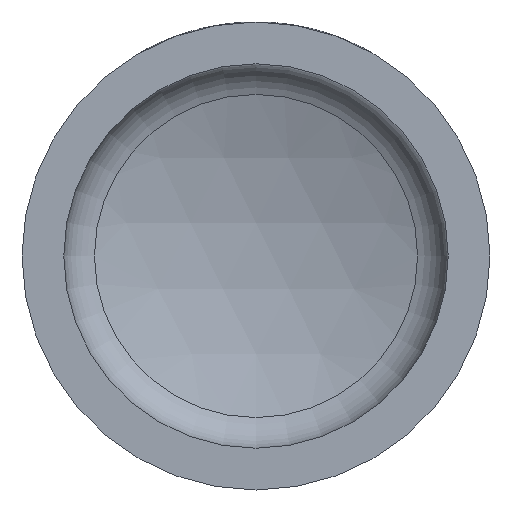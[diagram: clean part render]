
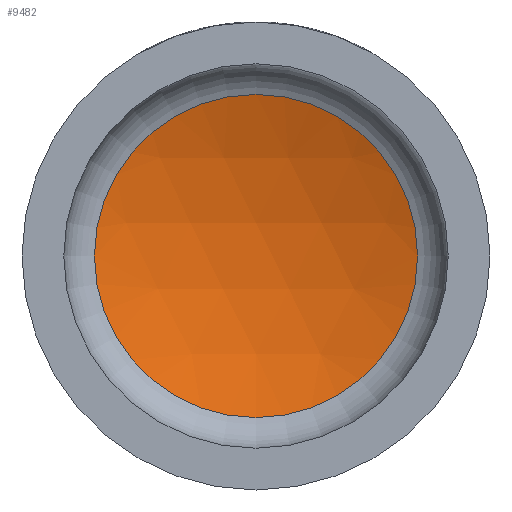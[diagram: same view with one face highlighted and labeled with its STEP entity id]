
A CAD part, front view. The second image highlights one B-rep face of the part: STEP entity #9482.
In plain terms, the highlighted spherical face has radius 28 mm.
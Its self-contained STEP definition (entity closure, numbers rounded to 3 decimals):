
#2971 = AXIS2_PLACEMENT_3D ( 'NONE', #10299, #15185, #15131 ) ;
#3164 = CIRCLE ( 'NONE', #2971, 9.667 ) ;
#4362 = EDGE_CURVE ( 'NONE', #15603, #15603, #3164, .T. ) ;
#4658 = CARTESIAN_POINT ( 'NONE',  ( 0., -14.651, 0. ) ) ;
#7304 = ORIENTED_EDGE ( 'NONE', *, *, #4362, .T. ) ;
#8380 = FACE_OUTER_BOUND ( 'NONE', #13255, .T. ) ;
#8677 = CARTESIAN_POINT ( 'NONE',  ( 0., 11.628, -9.667 ) ) ;
#9482 = ADVANCED_FACE ( 'NONE', ( #8380 ), #12997, .F. ) ;
#10299 = CARTESIAN_POINT ( 'NONE',  ( 0., 11.628, 0. ) ) ;
#10997 = AXIS2_PLACEMENT_3D ( 'NONE', #4658, #12129, #12077 ) ;
#12077 = DIRECTION ( 'NONE',  ( 1., 0., 0. ) ) ;
#12129 = DIRECTION ( 'NONE',  ( 0., 0., 1. ) ) ;
#12997 = SPHERICAL_SURFACE ( 'NONE', #10997, 28. ) ;
#13255 = EDGE_LOOP ( 'NONE', ( #7304 ) ) ;
#15131 = DIRECTION ( 'NONE',  ( 0., 0., -1. ) ) ;
#15185 = DIRECTION ( 'NONE',  ( 0., -1., 0. ) ) ;
#15603 = VERTEX_POINT ( 'NONE', #8677 ) ;
